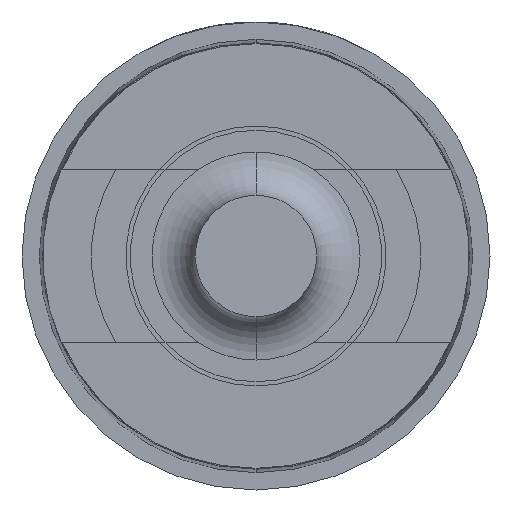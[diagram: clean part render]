
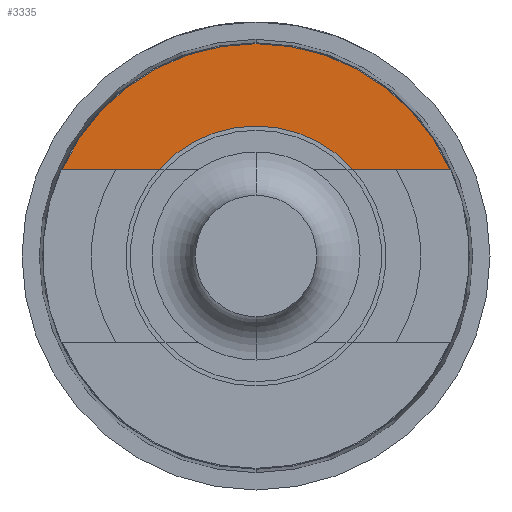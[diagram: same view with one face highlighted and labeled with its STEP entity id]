
A CAD part, front view. The second image highlights one B-rep face of the part: STEP entity #3335.
In plain terms, the highlighted planar face has unit normal (0, -1, 0).
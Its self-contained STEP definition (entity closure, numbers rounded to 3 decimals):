
#64 = DIRECTION ( 'NONE',  ( 0., -1., 0. ) ) ;
#152 = CARTESIAN_POINT ( 'NONE',  ( -1.118, -56.7, 0.5 ) ) ;
#370 = EDGE_CURVE ( 'Defeature ausgef�hrt1_20+Defeature ausgef�hrt1_22+Defeature ausgef�hrt1_29+Defeature ausgef�hrt1_30', #435, #2871, #3069, .T. ) ;
#411 = LINE ( 'NONE', #2122, #3534 ) ;
#435 = VERTEX_POINT ( 'NONE', #3342 ) ;
#467 = DIRECTION ( 'NONE',  ( 0., 0., -1. ) ) ;
#766 = ORIENTED_EDGE ( 'NONE', *, *, #370, .F. ) ;
#858 = ORIENTED_EDGE ( 'NONE', *, *, #2284, .F. ) ;
#896 = VERTEX_POINT ( 'NONE', #152 ) ;
#918 = DIRECTION ( 'NONE',  ( 0., 0., -1. ) ) ;
#1013 = LINE ( 'NONE', #1588, #3862 ) ;
#1069 = CARTESIAN_POINT ( 'NONE',  ( 0., -56.7, 0. ) ) ;
#1095 = ORIENTED_EDGE ( 'NONE', *, *, #2938, .T. ) ;
#1410 = DIRECTION ( 'NONE',  ( 0., -1., 0. ) ) ;
#1420 = VERTEX_POINT ( 'NONE', #3725 ) ;
#1588 = CARTESIAN_POINT ( 'NONE',  ( -1.225, -56.7, 0.5 ) ) ;
#2122 = CARTESIAN_POINT ( 'NONE',  ( -1.225, -56.7, 0.5 ) ) ;
#2150 = FACE_OUTER_BOUND ( 'NONE', #2324, .T. ) ;
#2177 = ORIENTED_EDGE ( 'NONE', *, *, #2461, .F. ) ;
#2284 = EDGE_CURVE ( 'Defeature ausgef�hrt1_30+Defeature ausgef�hrt1_22+Defeature ausgef�hrt1_20+Defeature ausgef�hrt1_23', #2871, #896, #1013, .T. ) ;
#2324 = EDGE_LOOP ( 'NONE', ( #2177, #1095, #858, #766 ) ) ;
#2338 = CARTESIAN_POINT ( 'NONE',  ( 0., -56.7, 0. ) ) ;
#2461 = EDGE_CURVE ( 'Defeature ausgef�hrt1_29+Defeature ausgef�hrt1_22+Defeature ausgef�hrt1_23+Defeature ausgef�hrt1_20', #1420, #435, #411, .T. ) ;
#2559 = DIRECTION ( 'NONE',  ( -1., 0., 0. ) ) ;
#2662 = CARTESIAN_POINT ( 'NONE',  ( -0.559, -56.7, 0.5 ) ) ;
#2871 = VERTEX_POINT ( 'NONE', #2662 ) ;
#2901 = PLANE ( 'NONE',  #2904 ) ;
#2904 = AXIS2_PLACEMENT_3D ( 'NONE', #3903, #3591, #918 ) ;
#2938 = EDGE_CURVE ( 'Defeature ausgef�hrt1_22+Defeature ausgef�hrt1_23+Defeature ausgef�hrt1_29+Defeature ausgef�hrt1_30', #1420, #896, #4071, .T. ) ;
#3046 = DIRECTION ( 'NONE',  ( 0., 0., -1. ) ) ;
#3069 = CIRCLE ( 'NONE', #3965, 0.75 ) ;
#3335 = ADVANCED_FACE ( 'Defeature ausgef�hrt1_22', ( #2150 ), #2901, .T. ) ;
#3342 = CARTESIAN_POINT ( 'NONE',  ( 0.559, -56.7, 0.5 ) ) ;
#3426 = DIRECTION ( 'NONE',  ( -1., 0., 0. ) ) ;
#3534 = VECTOR ( 'NONE', #3426, 1000. ) ;
#3591 = DIRECTION ( 'NONE',  ( 0., -1., 0. ) ) ;
#3725 = CARTESIAN_POINT ( 'NONE',  ( 1.118, -56.7, 0.5 ) ) ;
#3862 = VECTOR ( 'NONE', #2559, 1000. ) ;
#3903 = CARTESIAN_POINT ( 'NONE',  ( 0., -56.7, 0. ) ) ;
#3965 = AXIS2_PLACEMENT_3D ( 'NONE', #2338, #64, #3046 ) ;
#3996 = AXIS2_PLACEMENT_3D ( 'NONE', #1069, #1410, #467 ) ;
#4071 = CIRCLE ( 'NONE', #3996, 1.225 ) ;
